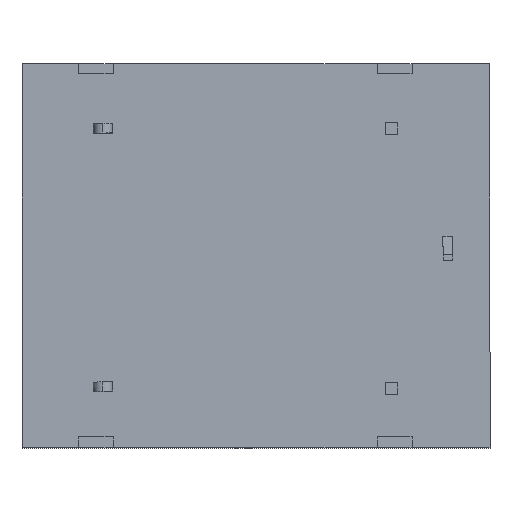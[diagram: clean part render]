
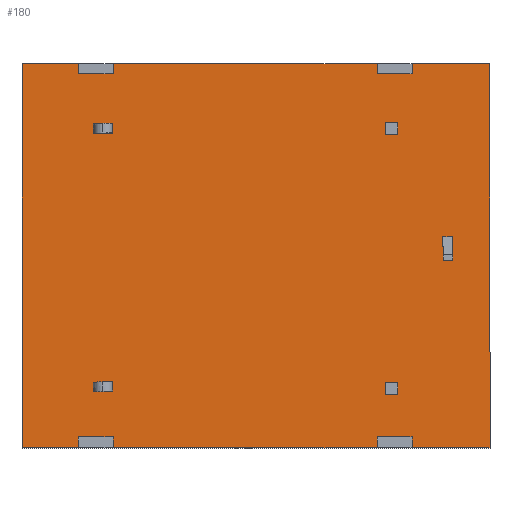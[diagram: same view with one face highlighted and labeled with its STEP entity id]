
A CAD part, top view. The second image highlights one B-rep face of the part: STEP entity #180.
In plain terms, the highlighted planar face has unit normal (0, 0, 1).
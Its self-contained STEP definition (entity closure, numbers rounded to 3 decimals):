
#78 = DIRECTION ( 'NONE',  ( 1., 0., 0. ) ) ;
#84 = VECTOR ( 'NONE', #78, 1000. ) ;
#120 = VERTEX_POINT ( 'NONE', #415 ) ;
#127 = ORIENTED_EDGE ( 'NONE', *, *, #177, .T. ) ;
#169 = ORIENTED_EDGE ( 'NONE', *, *, #269, .T. ) ;
#172 = EDGE_CURVE ( 'NONE', #120, #183, #524, .T. ) ;
#173 = VERTEX_POINT ( 'NONE', #521 ) ;
#174 = ORIENTED_EDGE ( 'NONE', *, *, #188, .T. ) ;
#175 = EDGE_CURVE ( 'NONE', #176, #184, #515, .T. ) ;
#176 = VERTEX_POINT ( 'NONE', #517 ) ;
#177 = EDGE_CURVE ( 'NONE', #120, #181, #490, .T. ) ;
#178 = ORIENTED_EDGE ( 'NONE', *, *, #172, .F. ) ;
#179 = EDGE_LOOP ( 'NONE', ( #174, #185, #186, #178, #127, #191, #230, #221, #225, #213, #231, #224, #237, #219, #169, #281, #280, #208, #282, #292 ) ) ;
#180 = ADVANCED_FACE ( 'NONE', ( #528 ), #1997, .T. ) ;
#181 = VERTEX_POINT ( 'NONE', #516 ) ;
#182 = EDGE_CURVE ( 'NONE', #183, #176, #2001, .T. ) ;
#183 = VERTEX_POINT ( 'NONE', #567 ) ;
#184 = VERTEX_POINT ( 'NONE', #566 ) ;
#185 = ORIENTED_EDGE ( 'NONE', *, *, #175, .F. ) ;
#186 = ORIENTED_EDGE ( 'NONE', *, *, #182, .F. ) ;
#188 = EDGE_CURVE ( 'NONE', #173, #184, #555, .T. ) ;
#191 = ORIENTED_EDGE ( 'NONE', *, *, #218, .T. ) ;
#208 = ORIENTED_EDGE ( 'NONE', *, *, #284, .F. ) ;
#209 = EDGE_CURVE ( 'NONE', #283, #289, #572, .T. ) ;
#211 = EDGE_CURVE ( 'NONE', #173, #278, #624, .T. ) ;
#212 = EDGE_CURVE ( 'NONE', #268, #283, #619, .T. ) ;
#213 = ORIENTED_EDGE ( 'NONE', *, *, #227, .F. ) ;
#214 = VERTEX_POINT ( 'NONE', #594 ) ;
#215 = VERTEX_POINT ( 'NONE', #620 ) ;
#216 = VERTEX_POINT ( 'NONE', #615 ) ;
#217 = VERTEX_POINT ( 'NONE', #614 ) ;
#218 = EDGE_CURVE ( 'NONE', #181, #223, #626, .T. ) ;
#219 = ORIENTED_EDGE ( 'NONE', *, *, #220, .F. ) ;
#220 = EDGE_CURVE ( 'NONE', #216, #214, #613, .T. ) ;
#221 = ORIENTED_EDGE ( 'NONE', *, *, #234, .F. ) ;
#223 = VERTEX_POINT ( 'NONE', #611 ) ;
#224 = ORIENTED_EDGE ( 'NONE', *, *, #232, .F. ) ;
#225 = ORIENTED_EDGE ( 'NONE', *, *, #238, .F. ) ;
#226 = VERTEX_POINT ( 'NONE', #612 ) ;
#227 = EDGE_CURVE ( 'NONE', #215, #226, #602, .T. ) ;
#228 = EDGE_CURVE ( 'NONE', #214, #236, #603, .T. ) ;
#229 = EDGE_CURVE ( 'NONE', #215, #217, #665, .T. ) ;
#230 = ORIENTED_EDGE ( 'NONE', *, *, #239, .T. ) ;
#231 = ORIENTED_EDGE ( 'NONE', *, *, #229, .T. ) ;
#232 = EDGE_CURVE ( 'NONE', #236, #217, #604, .T. ) ;
#233 = VERTEX_POINT ( 'NONE', #659 ) ;
#234 = EDGE_CURVE ( 'NONE', #235, #233, #655, .T. ) ;
#235 = VERTEX_POINT ( 'NONE', #653 ) ;
#236 = VERTEX_POINT ( 'NONE', #656 ) ;
#237 = ORIENTED_EDGE ( 'NONE', *, *, #228, .F. ) ;
#238 = EDGE_CURVE ( 'NONE', #226, #235, #663, .T. ) ;
#239 = EDGE_CURVE ( 'NONE', #223, #233, #643, .T. ) ;
#268 = VERTEX_POINT ( 'NONE', #715 ) ;
#269 = EDGE_CURVE ( 'NONE', #216, #268, #709, .T. ) ;
#278 = VERTEX_POINT ( 'NONE', #697 ) ;
#280 = ORIENTED_EDGE ( 'NONE', *, *, #209, .T. ) ;
#281 = ORIENTED_EDGE ( 'NONE', *, *, #212, .T. ) ;
#282 = ORIENTED_EDGE ( 'NONE', *, *, #288, .F. ) ;
#283 = VERTEX_POINT ( 'NONE', #699 ) ;
#284 = EDGE_CURVE ( 'NONE', #285, #289, #754, .T. ) ;
#285 = VERTEX_POINT ( 'NONE', #751 ) ;
#288 = EDGE_CURVE ( 'NONE', #278, #285, #743, .T. ) ;
#289 = VERTEX_POINT ( 'NONE', #668 ) ;
#292 = ORIENTED_EDGE ( 'NONE', *, *, #211, .F. ) ;
#415 = CARTESIAN_POINT ( 'NONE',  ( -8.603, -4.164, 17. ) ) ;
#490 = LINE ( 'NONE', #525, #84 ) ;
#512 = DIRECTION ( 'NONE',  ( 0., -1., 0. ) ) ;
#513 = VECTOR ( 'NONE', #512, 1000. ) ;
#514 = CARTESIAN_POINT ( 'NONE',  ( -10.054, -4.164, 17. ) ) ;
#515 = LINE ( 'NONE', #514, #513 ) ;
#516 = CARTESIAN_POINT ( 'NONE',  ( -5.354, -4.164, 17. ) ) ;
#517 = CARTESIAN_POINT ( 'NONE',  ( -10.054, -3.71, 17. ) ) ;
#518 = DIRECTION ( 'NONE',  ( 0., 1., 0. ) ) ;
#519 = VECTOR ( 'NONE', #518, 1000. ) ;
#521 = CARTESIAN_POINT ( 'NONE',  ( -21.054, -4.164, 17. ) ) ;
#523 = CARTESIAN_POINT ( 'NONE',  ( -8.603, -4.164, 17. ) ) ;
#524 = LINE ( 'NONE', #523, #519 ) ;
#525 = CARTESIAN_POINT ( 'NONE',  ( -24.854, -4.164, 17. ) ) ;
#528 = FACE_OUTER_BOUND ( 'NONE', #179, .T. ) ;
#552 = DIRECTION ( 'NONE',  ( 1., 0., 0. ) ) ;
#553 = VECTOR ( 'NONE', #552, 1000. ) ;
#554 = CARTESIAN_POINT ( 'NONE',  ( -24.854, -4.164, 17. ) ) ;
#555 = LINE ( 'NONE', #554, #553 ) ;
#566 = CARTESIAN_POINT ( 'NONE',  ( -10.054, -4.164, 17. ) ) ;
#567 = CARTESIAN_POINT ( 'NONE',  ( -8.603, -3.71, 17. ) ) ;
#572 = LINE ( 'NONE', #629, #628 ) ;
#594 = CARTESIAN_POINT ( 'NONE',  ( -22.505, 11.411, 17. ) ) ;
#595 = DIRECTION ( 'NONE',  ( 1., 0., 0. ) ) ;
#596 = VECTOR ( 'NONE', #595, 1000. ) ;
#597 = CARTESIAN_POINT ( 'NONE',  ( -22.505, 11.411, 17. ) ) ;
#598 = CARTESIAN_POINT ( 'NONE',  ( -21.054, 11.836, 17. ) ) ;
#599 = DIRECTION ( 'NONE',  ( 0., -1., 0. ) ) ;
#600 = VECTOR ( 'NONE', #599, 1000. ) ;
#601 = CARTESIAN_POINT ( 'NONE',  ( -10.054, 11.836, 17. ) ) ;
#602 = LINE ( 'NONE', #601, #600 ) ;
#603 = LINE ( 'NONE', #597, #596 ) ;
#604 = LINE ( 'NONE', #598, #658 ) ;
#605 = DIRECTION ( 'NONE',  ( 0., -1., 0. ) ) ;
#606 = VECTOR ( 'NONE', #605, 1000. ) ;
#608 = DIRECTION ( 'NONE',  ( 0., 1., 0. ) ) ;
#609 = VECTOR ( 'NONE', #608, 1000. ) ;
#610 = CARTESIAN_POINT ( 'NONE',  ( -5.354, 11.836, 17. ) ) ;
#611 = CARTESIAN_POINT ( 'NONE',  ( -5.354, 11.836, 17. ) ) ;
#612 = CARTESIAN_POINT ( 'NONE',  ( -10.054, 11.411, 17. ) ) ;
#613 = LINE ( 'NONE', #625, #606 ) ;
#614 = CARTESIAN_POINT ( 'NONE',  ( -21.054, 11.836, 17. ) ) ;
#615 = CARTESIAN_POINT ( 'NONE',  ( -22.505, 11.836, 17. ) ) ;
#616 = DIRECTION ( 'NONE',  ( 0., -1., 0. ) ) ;
#617 = VECTOR ( 'NONE', #616, 1000. ) ;
#618 = CARTESIAN_POINT ( 'NONE',  ( -24.854, 11.836, 17. ) ) ;
#619 = LINE ( 'NONE', #618, #617 ) ;
#620 = CARTESIAN_POINT ( 'NONE',  ( -10.054, 11.836, 17. ) ) ;
#621 = DIRECTION ( 'NONE',  ( 0., 1., 0. ) ) ;
#622 = VECTOR ( 'NONE', #621, 1000. ) ;
#623 = CARTESIAN_POINT ( 'NONE',  ( -21.054, -4.164, 17. ) ) ;
#624 = LINE ( 'NONE', #623, #622 ) ;
#625 = CARTESIAN_POINT ( 'NONE',  ( -22.505, 11.836, 17. ) ) ;
#626 = LINE ( 'NONE', #610, #609 ) ;
#627 = DIRECTION ( 'NONE',  ( 1., 0., 0. ) ) ;
#628 = VECTOR ( 'NONE', #627, 1000. ) ;
#629 = CARTESIAN_POINT ( 'NONE',  ( -24.854, -4.164, 17. ) ) ;
#640 = DIRECTION ( 'NONE',  ( -1., 0., 0. ) ) ;
#641 = VECTOR ( 'NONE', #640, 1000. ) ;
#642 = CARTESIAN_POINT ( 'NONE',  ( -24.854, 11.836, 17. ) ) ;
#643 = LINE ( 'NONE', #642, #641 ) ;
#645 = DIRECTION ( 'NONE',  ( 1., 0., 0. ) ) ;
#646 = VECTOR ( 'NONE', #645, 1000. ) ;
#650 = DIRECTION ( 'NONE',  ( 0., 1., 0. ) ) ;
#651 = VECTOR ( 'NONE', #650, 1000. ) ;
#653 = CARTESIAN_POINT ( 'NONE',  ( -8.603, 11.411, 17. ) ) ;
#654 = CARTESIAN_POINT ( 'NONE',  ( -8.603, 11.836, 17. ) ) ;
#655 = LINE ( 'NONE', #654, #651 ) ;
#656 = CARTESIAN_POINT ( 'NONE',  ( -21.054, 11.411, 17. ) ) ;
#657 = DIRECTION ( 'NONE',  ( 0., 1., 0. ) ) ;
#658 = VECTOR ( 'NONE', #657, 1000. ) ;
#659 = CARTESIAN_POINT ( 'NONE',  ( -8.603, 11.836, 17. ) ) ;
#660 = DIRECTION ( 'NONE',  ( -1., 0., 0. ) ) ;
#661 = VECTOR ( 'NONE', #660, 1000. ) ;
#662 = CARTESIAN_POINT ( 'NONE',  ( -10.054, 11.411, 17. ) ) ;
#663 = LINE ( 'NONE', #662, #646 ) ;
#664 = CARTESIAN_POINT ( 'NONE',  ( -24.854, 11.836, 17. ) ) ;
#665 = LINE ( 'NONE', #664, #661 ) ;
#668 = CARTESIAN_POINT ( 'NONE',  ( -22.505, -4.164, 17. ) ) ;
#697 = CARTESIAN_POINT ( 'NONE',  ( -21.054, -3.71, 17. ) ) ;
#699 = CARTESIAN_POINT ( 'NONE',  ( -24.854, -4.164, 17. ) ) ;
#706 = DIRECTION ( 'NONE',  ( -1., 0., 0. ) ) ;
#707 = VECTOR ( 'NONE', #706, 1000. ) ;
#708 = CARTESIAN_POINT ( 'NONE',  ( -24.854, 11.836, 17. ) ) ;
#709 = LINE ( 'NONE', #708, #707 ) ;
#715 = CARTESIAN_POINT ( 'NONE',  ( -24.854, 11.836, 17. ) ) ;
#738 = DIRECTION ( 'NONE',  ( -1., 0., 0. ) ) ;
#739 = VECTOR ( 'NONE', #738, 1000. ) ;
#742 = CARTESIAN_POINT ( 'NONE',  ( -22.505, -3.71, 17. ) ) ;
#743 = LINE ( 'NONE', #742, #739 ) ;
#747 = DIRECTION ( 'NONE',  ( 0., -1., 0. ) ) ;
#748 = VECTOR ( 'NONE', #747, 1000. ) ;
#749 = CARTESIAN_POINT ( 'NONE',  ( -22.505, -4.164, 17. ) ) ;
#751 = CARTESIAN_POINT ( 'NONE',  ( -22.505, -3.71, 17. ) ) ;
#754 = LINE ( 'NONE', #749, #748 ) ;
#1994 = DIRECTION ( 'NONE',  ( 1., 0., 0. ) ) ;
#1995 = DIRECTION ( 'NONE',  ( 0., 0., 1. ) ) ;
#1997 = PLANE ( 'NONE',  #2002 ) ;
#1999 = CARTESIAN_POINT ( 'NONE',  ( -24.854, -4.164, 17. ) ) ;
#2000 = CARTESIAN_POINT ( 'NONE',  ( -10.054, -3.71, 17. ) ) ;
#2001 = LINE ( 'NONE', #2000, #2006 ) ;
#2002 = AXIS2_PLACEMENT_3D ( 'NONE', #1999, #1995, #1994 ) ;
#2004 = DIRECTION ( 'NONE',  ( -1., 0., 0. ) ) ;
#2006 = VECTOR ( 'NONE', #2004, 1000. ) ;
